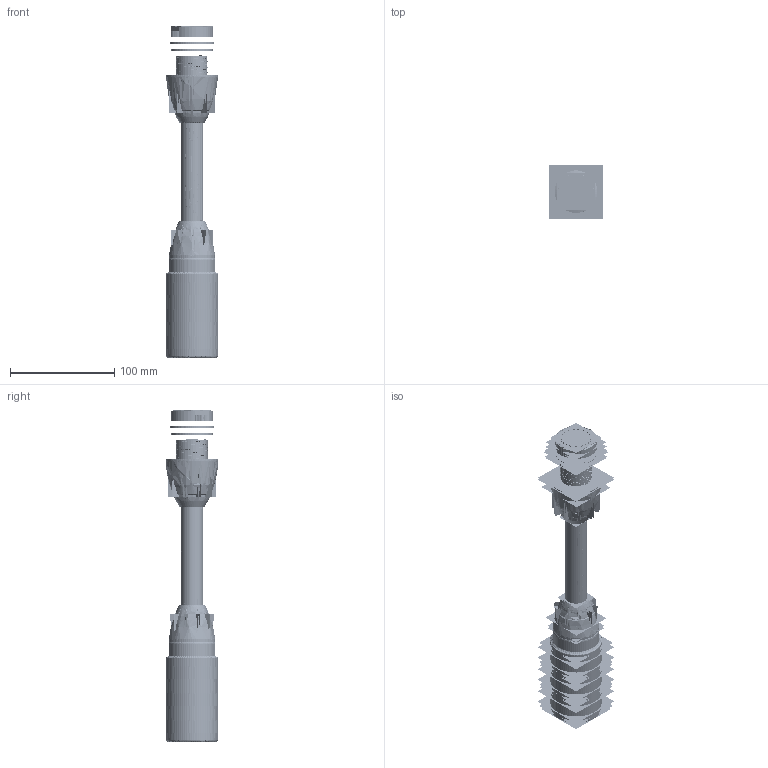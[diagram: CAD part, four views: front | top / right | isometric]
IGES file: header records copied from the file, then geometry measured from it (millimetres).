
Start section:  PTC IGES file: 199774.igs
Global section: file name: 199774.igs; native system: Creo Parametric by PTC Inc.; preprocessor: 2016260; author: PDMAdmin; organization: Unknown; date: 20170621.114423; units: millimetre
Bounding box: 52.04 x 52.01 x 318.3 mm (x, y, z)
Volume: 142486 mm3; surface area: 1504955.8 mm2
Topology: 17 solids, 18 shells, 4102 faces, 21362 edges, 26948 vertices
Faces by surface type: bspline 2186, revolution 1916
